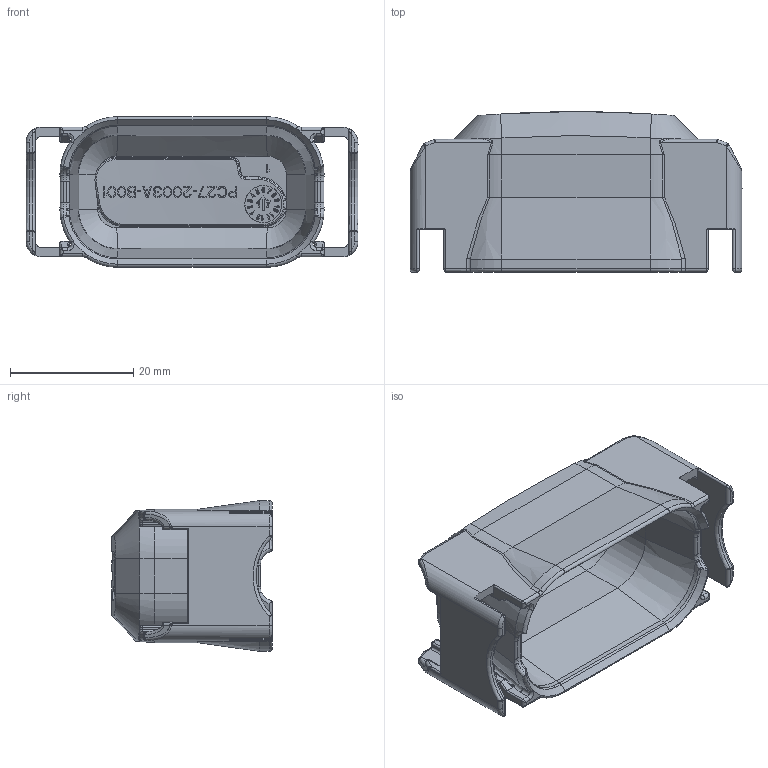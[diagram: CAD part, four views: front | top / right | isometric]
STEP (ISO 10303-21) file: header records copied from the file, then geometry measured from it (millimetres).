
FILE_DESCRIPTION((''),'2;1');
FILE_NAME('SC27-2003A-B001_NCF_ASM','2021-02-16T18:01:04',('jwisneski'),(''),'CREO PARAMETRIC BY PTC INC, 2017110','CREO PARAMETRIC BY PTC INC, 2017110','');
FILE_SCHEMA(('CONFIG_CONTROL_DESIGN'));
Products named in the file (2): PC27-2003A-B001_NCF; SC27-2003A-B001_NCF_ASM
Assembly tree (1 placements, depth 2):
  SC27-2003A-B001_NCF_ASM
    PC27-2003A-B001_NCF
Bounding box: 53.81 x 26 x 24.41 mm (x, y, z)
Volume: 6574.2 mm3; surface area: 8865 mm2
Topology: 1 solids, 1 shells, 1434 faces, 3708 edges, 2325 vertices
Faces by surface type: plane 588, bspline 474, cylinder 284, torus 60, cone 28
Entity records: 63720 total; most frequent: CARTESIAN_POINT 33444, ORIENTED_EDGE 7416, DIRECTION 4462, EDGE_CURVE 3708, VERTEX_POINT 2325, B_SPLINE_CURVE_WITH_KNOTS 1727, AXIS2_PLACEMENT_3D 1518, EDGE_LOOP 1487
